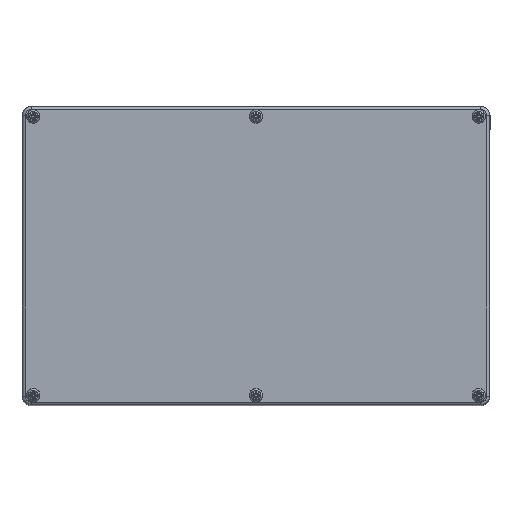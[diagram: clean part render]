
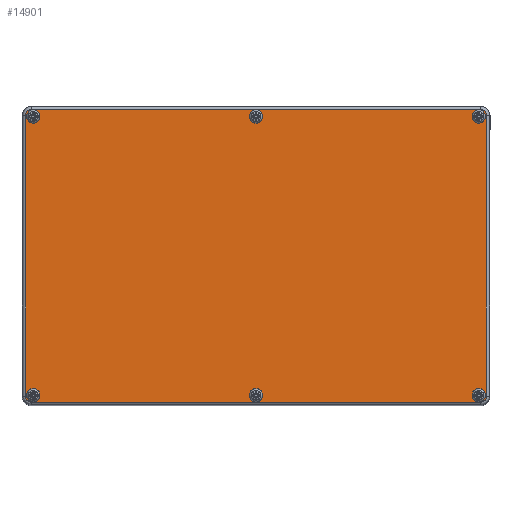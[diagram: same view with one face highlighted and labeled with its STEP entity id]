
A CAD part, top view. The second image highlights one B-rep face of the part: STEP entity #14901.
In plain terms, the highlighted face is planar.
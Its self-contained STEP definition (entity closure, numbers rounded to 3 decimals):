
#12265=CARTESIAN_POINT('',(115.4,-74.5,-45.0));
#12266=VERTEX_POINT('',#12265);
#12267=CARTESIAN_POINT('',(119.,-74.5,-45.0));
#12268=DIRECTION('',(0.0,0.0,1.0));
#12269=DIRECTION('',(1.0,0.0,0.0));
#12270=AXIS2_PLACEMENT_3D('',#12267,#12268,#12269);
#12271=CIRCLE('',#12270,3.6);
#12272=EDGE_CURVE('',#12266,#12266,#12271,.T.);
#12305=CARTESIAN_POINT('',(-3.6,-74.5,-45.0));
#12306=VERTEX_POINT('',#12305);
#12307=CARTESIAN_POINT('',(0.,-74.5,-45.0));
#12308=DIRECTION('',(0.0,0.0,1.0));
#12309=DIRECTION('',(1.0,0.0,0.0));
#12310=AXIS2_PLACEMENT_3D('',#12307,#12308,#12309);
#12311=CIRCLE('',#12310,3.6);
#12312=EDGE_CURVE('',#12306,#12306,#12311,.T.);
#12345=CARTESIAN_POINT('',(-122.6,-74.5,-45.0));
#12346=VERTEX_POINT('',#12345);
#12347=CARTESIAN_POINT('',(-119.,-74.5,-45.0));
#12348=DIRECTION('',(0.0,0.0,1.0));
#12349=DIRECTION('',(1.0,0.0,0.0));
#12350=AXIS2_PLACEMENT_3D('',#12347,#12348,#12349);
#12351=CIRCLE('',#12350,3.6);
#12352=EDGE_CURVE('',#12346,#12346,#12351,.T.);
#12385=CARTESIAN_POINT('',(-122.6,74.5,-45.0));
#12386=VERTEX_POINT('',#12385);
#12387=CARTESIAN_POINT('',(-119.,74.5,-45.0));
#12388=DIRECTION('',(0.0,0.0,1.0));
#12389=DIRECTION('',(1.0,0.0,0.0));
#12390=AXIS2_PLACEMENT_3D('',#12387,#12388,#12389);
#12391=CIRCLE('',#12390,3.6);
#12392=EDGE_CURVE('',#12386,#12386,#12391,.T.);
#12425=CARTESIAN_POINT('',(-3.6,74.5,-45.0));
#12426=VERTEX_POINT('',#12425);
#12427=CARTESIAN_POINT('',(0.,74.5,-45.0));
#12428=DIRECTION('',(0.0,0.0,1.0));
#12429=DIRECTION('',(1.0,0.0,0.0));
#12430=AXIS2_PLACEMENT_3D('',#12427,#12428,#12429);
#12431=CIRCLE('',#12430,3.6);
#12432=EDGE_CURVE('',#12426,#12426,#12431,.T.);
#12465=CARTESIAN_POINT('',(115.4,74.5,-45.0));
#12466=VERTEX_POINT('',#12465);
#12467=CARTESIAN_POINT('',(119.,74.5,-45.0));
#12468=DIRECTION('',(0.0,0.0,1.0));
#12469=DIRECTION('',(1.0,0.0,0.0));
#12470=AXIS2_PLACEMENT_3D('',#12467,#12468,#12469);
#12471=CIRCLE('',#12470,3.6);
#12472=EDGE_CURVE('',#12466,#12466,#12471,.T.);
#14538=CARTESIAN_POINT('',(120.0,-78.12,-45.0));
#14539=VERTEX_POINT('',#14538);
#14547=CARTESIAN_POINT('',(123.12,-75.,-45.0));
#14548=VERTEX_POINT('',#14547);
#14549=CARTESIAN_POINT('',(120.0,-75.,-45.0));
#14550=DIRECTION('',(0.0,0.0,1.0));
#14551=DIRECTION('',(0.707,-0.707,0.0));
#14552=AXIS2_PLACEMENT_3D('',#14549,#14550,#14551);
#14553=CIRCLE('',#14552,3.12);
#14554=EDGE_CURVE('',#14539,#14548,#14553,.T.);
#14580=CARTESIAN_POINT('',(123.12,75.,-45.0));
#14581=VERTEX_POINT('',#14580);
#14598=CARTESIAN_POINT('',(123.12,-75.,-45.0));
#14599=DIRECTION('',(0.0,1.0,0.0));
#14600=VECTOR('',#14599,150.);
#14601=LINE('',#14598,#14600);
#14602=EDGE_CURVE('',#14548,#14581,#14601,.T.);
#14612=CARTESIAN_POINT('',(120.0,78.12,-45.0));
#14613=VERTEX_POINT('',#14612);
#14631=CARTESIAN_POINT('',(120.0,75.,-45.0));
#14632=DIRECTION('',(0.0,0.0,1.0));
#14633=DIRECTION('',(0.707,0.707,0.0));
#14634=AXIS2_PLACEMENT_3D('',#14631,#14632,#14633);
#14635=CIRCLE('',#14634,3.12);
#14636=EDGE_CURVE('',#14581,#14613,#14635,.T.);
#14646=CARTESIAN_POINT('',(-120.0,78.12,-45.0));
#14647=VERTEX_POINT('',#14646);
#14664=CARTESIAN_POINT('',(120.0,78.12,-45.0));
#14665=DIRECTION('',(-1.0,0.0,0.0));
#14666=VECTOR('',#14665,240.0);
#14667=LINE('',#14664,#14666);
#14668=EDGE_CURVE('',#14613,#14647,#14667,.T.);
#14678=CARTESIAN_POINT('',(-123.12,75.,-45.0));
#14679=VERTEX_POINT('',#14678);
#14697=CARTESIAN_POINT('',(-120.0,75.,-45.0));
#14698=DIRECTION('',(0.0,0.0,1.0));
#14699=DIRECTION('',(-0.707,0.707,0.0));
#14700=AXIS2_PLACEMENT_3D('',#14697,#14698,#14699);
#14701=CIRCLE('',#14700,3.12);
#14702=EDGE_CURVE('',#14647,#14679,#14701,.T.);
#14712=CARTESIAN_POINT('',(-123.12,-75.,-45.0));
#14713=VERTEX_POINT('',#14712);
#14730=CARTESIAN_POINT('',(-123.12,75.,-45.0));
#14731=DIRECTION('',(0.0,-1.0,0.0));
#14732=VECTOR('',#14731,150.);
#14733=LINE('',#14730,#14732);
#14734=EDGE_CURVE('',#14679,#14713,#14733,.T.);
#14744=CARTESIAN_POINT('',(-120.0,-78.12,-45.0));
#14745=VERTEX_POINT('',#14744);
#14763=CARTESIAN_POINT('',(-120.0,-75.,-45.0));
#14764=DIRECTION('',(0.0,0.0,1.0));
#14765=DIRECTION('',(-0.707,-0.707,0.0));
#14766=AXIS2_PLACEMENT_3D('',#14763,#14764,#14765);
#14767=CIRCLE('',#14766,3.12);
#14768=EDGE_CURVE('',#14713,#14745,#14767,.T.);
#14786=CARTESIAN_POINT('',(-120.0,-78.12,-45.0));
#14787=DIRECTION('',(1.0,0.0,0.0));
#14788=VECTOR('',#14787,240.0);
#14789=LINE('',#14786,#14788);
#14790=EDGE_CURVE('',#14745,#14539,#14789,.T.);
#14868=CARTESIAN_POINT('',(0.,0.,-45.0));
#14869=DIRECTION('',(0.0,0.0,1.0));
#14870=DIRECTION('',(1.0,0.0,0.0));
#14871=AXIS2_PLACEMENT_3D('',#14868,#14869,#14870);
#14872=PLANE('',#14871);
#14873=ORIENTED_EDGE('',*,*,#14554,.F.);
#14874=ORIENTED_EDGE('',*,*,#14790,.F.);
#14875=ORIENTED_EDGE('',*,*,#14768,.F.);
#14876=ORIENTED_EDGE('',*,*,#14734,.F.);
#14877=ORIENTED_EDGE('',*,*,#14702,.F.);
#14878=ORIENTED_EDGE('',*,*,#14668,.F.);
#14879=ORIENTED_EDGE('',*,*,#14636,.F.);
#14880=ORIENTED_EDGE('',*,*,#14602,.F.);
#14881=EDGE_LOOP('',(#14873,#14874,#14875,#14876,#14877,#14878,#14879,#14880));
#14882=FACE_OUTER_BOUND('',#14881,.T.);
#14883=ORIENTED_EDGE('',*,*,#12272,.T.);
#14884=EDGE_LOOP('',(#14883));
#14885=FACE_BOUND('',#14884,.T.);
#14886=ORIENTED_EDGE('',*,*,#12312,.T.);
#14887=EDGE_LOOP('',(#14886));
#14888=FACE_BOUND('',#14887,.T.);
#14889=ORIENTED_EDGE('',*,*,#12352,.T.);
#14890=EDGE_LOOP('',(#14889));
#14891=FACE_BOUND('',#14890,.T.);
#14892=ORIENTED_EDGE('',*,*,#12392,.T.);
#14893=EDGE_LOOP('',(#14892));
#14894=FACE_BOUND('',#14893,.T.);
#14895=ORIENTED_EDGE('',*,*,#12432,.T.);
#14896=EDGE_LOOP('',(#14895));
#14897=FACE_BOUND('',#14896,.T.);
#14898=ORIENTED_EDGE('',*,*,#12472,.T.);
#14899=EDGE_LOOP('',(#14898));
#14900=FACE_BOUND('',#14899,.T.);
#14901=ADVANCED_FACE('',(#14882,#14885,#14888,#14891,#14894,#14897,#14900),#14872,.F.);
